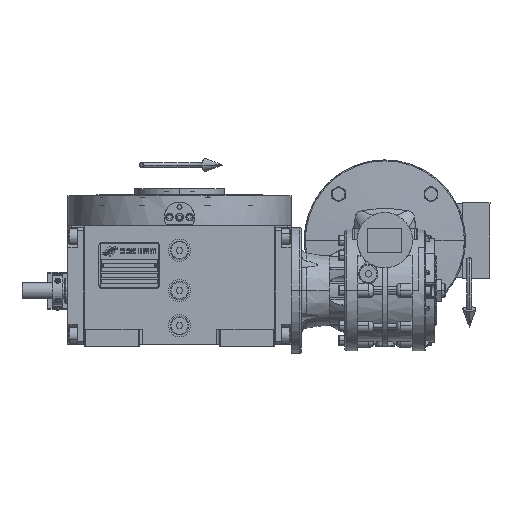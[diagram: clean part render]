
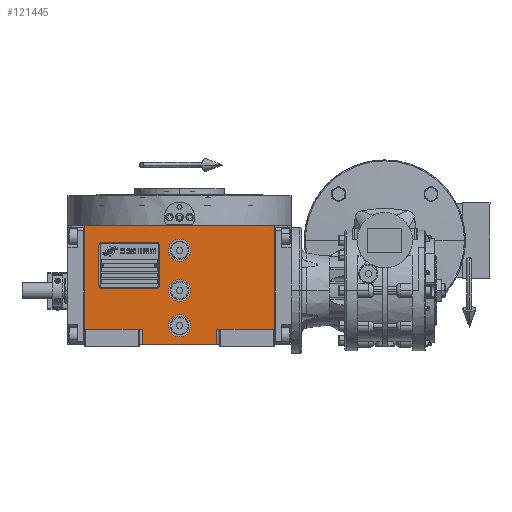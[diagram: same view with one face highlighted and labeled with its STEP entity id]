
A CAD part, top view. The second image highlights one B-rep face of the part: STEP entity #121445.
In plain terms, the highlighted planar face has unit normal (0, 0, 1).
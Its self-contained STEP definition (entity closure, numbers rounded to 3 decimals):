
#2229 = CARTESIAN_POINT ( 'NONE',  ( 0., -35., 163.5 ) ) ;
#2928 = CIRCLE ( 'NONE', #120525, 11. ) ;
#3884 = VECTOR ( 'NONE', #70187, 1000. ) ;
#4658 = EDGE_LOOP ( 'NONE', ( #21507, #27369 ) ) ;
#5188 = DIRECTION ( 'NONE',  ( 0., 0., 1. ) ) ;
#6883 = LINE ( 'NONE', #121464, #92563 ) ;
#8272 = CARTESIAN_POINT ( 'NONE',  ( -37., -53.5, 163.5 ) ) ;
#8340 = ORIENTED_EDGE ( 'NONE', *, *, #30597, .F. ) ;
#11898 = ORIENTED_EDGE ( 'NONE', *, *, #65953, .F. ) ;
#13994 = CARTESIAN_POINT ( 'NONE',  ( 0., 40., 163.5 ) ) ;
#15636 = CARTESIAN_POINT ( 'NONE',  ( -37., -53.5, 163.5 ) ) ;
#15732 = VERTEX_POINT ( 'NONE', #51503 ) ;
#20212 = CARTESIAN_POINT ( 'NONE',  ( 37., -38.5, 163.5 ) ) ;
#20220 = DIRECTION ( 'NONE',  ( 0., 0., 1. ) ) ;
#20621 = EDGE_CURVE ( 'NONE', #22578, #22445, #99828, .T. ) ;
#21218 = CARTESIAN_POINT ( 'NONE',  ( -94.5, 64.5, 163.5 ) ) ;
#21459 = EDGE_CURVE ( 'NONE', #15732, #131433, #98306, .T. ) ;
#21507 = ORIENTED_EDGE ( 'NONE', *, *, #132356, .F. ) ;
#22445 = VERTEX_POINT ( 'NONE', #21218 ) ;
#22578 = VERTEX_POINT ( 'NONE', #46379 ) ;
#22907 = CARTESIAN_POINT ( 'NONE',  ( 0., 0., 163.5 ) ) ;
#23382 = VERTEX_POINT ( 'NONE', #61830 ) ;
#24069 = DIRECTION ( 'NONE',  ( -1., 0., 0. ) ) ;
#24225 = DIRECTION ( 'NONE',  ( 0., 0., 1. ) ) ;
#25241 = CIRCLE ( 'NONE', #101442, 11. ) ;
#25425 = DIRECTION ( 'NONE',  ( 1., 0., 0. ) ) ;
#25654 = ORIENTED_EDGE ( 'NONE', *, *, #129973, .T. ) ;
#26644 = EDGE_LOOP ( 'NONE', ( #69312, #128971 ) ) ;
#27267 = VERTEX_POINT ( 'NONE', #73841 ) ;
#27369 = ORIENTED_EDGE ( 'NONE', *, *, #60418, .F. ) ;
#27975 = CARTESIAN_POINT ( 'NONE',  ( 37., -38.5, 163.5 ) ) ;
#28882 = DIRECTION ( 'NONE',  ( 0., 1., 0. ) ) ;
#30597 = EDGE_CURVE ( 'NONE', #132889, #62749, #79817, .T. ) ;
#30874 = EDGE_CURVE ( 'NONE', #22445, #84082, #119910, .T. ) ;
#31591 = DIRECTION ( 'NONE',  ( 0., 0., 1. ) ) ;
#32427 = VERTEX_POINT ( 'NONE', #117785 ) ;
#34984 = CARTESIAN_POINT ( 'NONE',  ( 37., -53.5, 163.5 ) ) ;
#36073 = VECTOR ( 'NONE', #120851, 1000. ) ;
#38658 = CARTESIAN_POINT ( 'NONE',  ( 11., 0., 163.5 ) ) ;
#41030 = CARTESIAN_POINT ( 'NONE',  ( 0., -35., 163.5 ) ) ;
#41703 = CIRCLE ( 'NONE', #83076, 11. ) ;
#41801 = AXIS2_PLACEMENT_3D ( 'NONE', #2229, #31591, #24069 ) ;
#44020 = DIRECTION ( 'NONE',  ( 0., 0., 1. ) ) ;
#45895 = CIRCLE ( 'NONE', #41801, 11. ) ;
#46379 = CARTESIAN_POINT ( 'NONE',  ( -94.5, -38.5, 163.5 ) ) ;
#51503 = CARTESIAN_POINT ( 'NONE',  ( -11., 0., 163.5 ) ) ;
#53527 = ORIENTED_EDGE ( 'NONE', *, *, #123657, .T. ) ;
#54638 = VECTOR ( 'NONE', #28882, 1000. ) ;
#55467 = LINE ( 'NONE', #86804, #118518 ) ;
#56273 = AXIS2_PLACEMENT_3D ( 'NONE', #41030, #82630, #93502 ) ;
#59959 = EDGE_CURVE ( 'NONE', #119465, #118306, #41703, .T. ) ;
#60418 = EDGE_CURVE ( 'NONE', #27267, #32427, #45895, .T. ) ;
#61150 = ORIENTED_EDGE ( 'NONE', *, *, #20621, .F. ) ;
#61830 = CARTESIAN_POINT ( 'NONE',  ( 94.5, -38.5, 163.5 ) ) ;
#62749 = VERTEX_POINT ( 'NONE', #34984 ) ;
#65953 = EDGE_CURVE ( 'NONE', #118306, #119465, #25241, .T. ) ;
#66752 = CARTESIAN_POINT ( 'NONE',  ( -94.5, 64.5, 163.5 ) ) ;
#66952 = DIRECTION ( 'NONE',  ( 0., 1., 0. ) ) ;
#66980 = EDGE_CURVE ( 'NONE', #79678, #69575, #6883, .T. ) ;
#68177 = VECTOR ( 'NONE', #121420, 1000. ) ;
#68807 = DIRECTION ( 'NONE',  ( 1., 0., 0. ) ) ;
#69312 = ORIENTED_EDGE ( 'NONE', *, *, #80355, .F. ) ;
#69575 = VERTEX_POINT ( 'NONE', #116654 ) ;
#69772 = DIRECTION ( 'NONE',  ( 1., 0., 0. ) ) ;
#70187 = DIRECTION ( 'NONE',  ( 1., 0., 0. ) ) ;
#71382 = CARTESIAN_POINT ( 'NONE',  ( 0., 0., 163.5 ) ) ;
#73841 = CARTESIAN_POINT ( 'NONE',  ( -11., -35., 163.5 ) ) ;
#74646 = EDGE_CURVE ( 'NONE', #79678, #62749, #109034, .T. ) ;
#74849 = EDGE_LOOP ( 'NONE', ( #131233, #11898 ) ) ;
#76547 = ORIENTED_EDGE ( 'NONE', *, *, #74646, .T. ) ;
#77649 = DIRECTION ( 'NONE',  ( 1., 0., 0. ) ) ;
#77791 = ORIENTED_EDGE ( 'NONE', *, *, #66980, .F. ) ;
#79317 = FACE_BOUND ( 'NONE', #74849, .T. ) ;
#79678 = VERTEX_POINT ( 'NONE', #8272 ) ;
#79817 = LINE ( 'NONE', #27975, #68177 ) ;
#79970 = FACE_BOUND ( 'NONE', #4658, .T. ) ;
#80037 = CARTESIAN_POINT ( 'NONE',  ( -94.5, -38.5, 163.5 ) ) ;
#80355 = EDGE_CURVE ( 'NONE', #131433, #15732, #2928, .T. ) ;
#81317 = FACE_OUTER_BOUND ( 'NONE', #95350, .T. ) ;
#82630 = DIRECTION ( 'NONE',  ( 0., 0., 1. ) ) ;
#83076 = AXIS2_PLACEMENT_3D ( 'NONE', #13994, #24225, #85587 ) ;
#84082 = VERTEX_POINT ( 'NONE', #132851 ) ;
#85587 = DIRECTION ( 'NONE',  ( 1., 0., 0. ) ) ;
#85608 = DIRECTION ( 'NONE',  ( -1., 0., 0. ) ) ;
#86804 = CARTESIAN_POINT ( 'NONE',  ( -94.5, -38.5, 163.5 ) ) ;
#91466 = CARTESIAN_POINT ( 'NONE',  ( 94.5, -38.5, 163.5 ) ) ;
#91534 = DIRECTION ( 'NONE',  ( 0., 0., 1. ) ) ;
#92563 = VECTOR ( 'NONE', #66952, 1000. ) ;
#93502 = DIRECTION ( 'NONE',  ( 1., 0., 0. ) ) ;
#94285 = EDGE_CURVE ( 'NONE', #23382, #84082, #109252, .T. ) ;
#95350 = EDGE_LOOP ( 'NONE', ( #76547, #8340, #25654, #111407, #114105, #61150, #53527, #77791 ) ) ;
#98306 = CIRCLE ( 'NONE', #133186, 11. ) ;
#99828 = LINE ( 'NONE', #80037, #54638 ) ;
#101442 = AXIS2_PLACEMENT_3D ( 'NONE', #108854, #5188, #129357 ) ;
#102457 = FACE_BOUND ( 'NONE', #26644, .T. ) ;
#104076 = CARTESIAN_POINT ( 'NONE',  ( -11., 40., 163.5 ) ) ;
#107610 = AXIS2_PLACEMENT_3D ( 'NONE', #122931, #91534, #69772 ) ;
#108854 = CARTESIAN_POINT ( 'NONE',  ( 0., 40., 163.5 ) ) ;
#108949 = CARTESIAN_POINT ( 'NONE',  ( 11., 40., 163.5 ) ) ;
#109034 = LINE ( 'NONE', #15636, #115422 ) ;
#109252 = LINE ( 'NONE', #91466, #36073 ) ;
#109633 = VECTOR ( 'NONE', #77649, 1000. ) ;
#111407 = ORIENTED_EDGE ( 'NONE', *, *, #94285, .T. ) ;
#114105 = ORIENTED_EDGE ( 'NONE', *, *, #30874, .F. ) ;
#115067 = CIRCLE ( 'NONE', #56273, 11. ) ;
#115422 = VECTOR ( 'NONE', #68807, 1000. ) ;
#116654 = CARTESIAN_POINT ( 'NONE',  ( -37., -38.5, 163.5 ) ) ;
#117785 = CARTESIAN_POINT ( 'NONE',  ( 11., -35., 163.5 ) ) ;
#118306 = VERTEX_POINT ( 'NONE', #104076 ) ;
#118518 = VECTOR ( 'NONE', #25425, 1000. ) ;
#119465 = VERTEX_POINT ( 'NONE', #108949 ) ;
#119910 = LINE ( 'NONE', #66752, #109633 ) ;
#120525 = AXIS2_PLACEMENT_3D ( 'NONE', #71382, #20220, #134132 ) ;
#120851 = DIRECTION ( 'NONE',  ( 0., 1., 0. ) ) ;
#121420 = DIRECTION ( 'NONE',  ( 0., -1., 0. ) ) ;
#121445 = ADVANCED_FACE ( 'NONE', ( #102457, #79970, #79317, #81317 ), #131160, .T. ) ;
#121464 = CARTESIAN_POINT ( 'NONE',  ( -37., -53.5, 163.5 ) ) ;
#122931 = CARTESIAN_POINT ( 'NONE',  ( -94.5, -53.5, 163.5 ) ) ;
#123657 = EDGE_CURVE ( 'NONE', #22578, #69575, #55467, .T. ) ;
#128971 = ORIENTED_EDGE ( 'NONE', *, *, #21459, .F. ) ;
#129357 = DIRECTION ( 'NONE',  ( -1., 0., 0. ) ) ;
#129973 = EDGE_CURVE ( 'NONE', #132889, #23382, #133591, .T. ) ;
#131160 = PLANE ( 'NONE',  #107610 ) ;
#131233 = ORIENTED_EDGE ( 'NONE', *, *, #59959, .F. ) ;
#131433 = VERTEX_POINT ( 'NONE', #38658 ) ;
#131601 = CARTESIAN_POINT ( 'NONE',  ( 37., -38.5, 163.5 ) ) ;
#132356 = EDGE_CURVE ( 'NONE', #32427, #27267, #115067, .T. ) ;
#132851 = CARTESIAN_POINT ( 'NONE',  ( 94.5, 64.5, 163.5 ) ) ;
#132889 = VERTEX_POINT ( 'NONE', #20212 ) ;
#133186 = AXIS2_PLACEMENT_3D ( 'NONE', #22907, #44020, #85608 ) ;
#133591 = LINE ( 'NONE', #131601, #3884 ) ;
#134132 = DIRECTION ( 'NONE',  ( 1., 0., 0. ) ) ;
